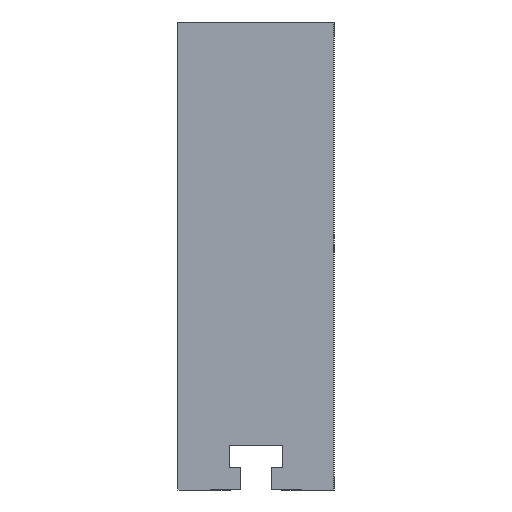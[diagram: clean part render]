
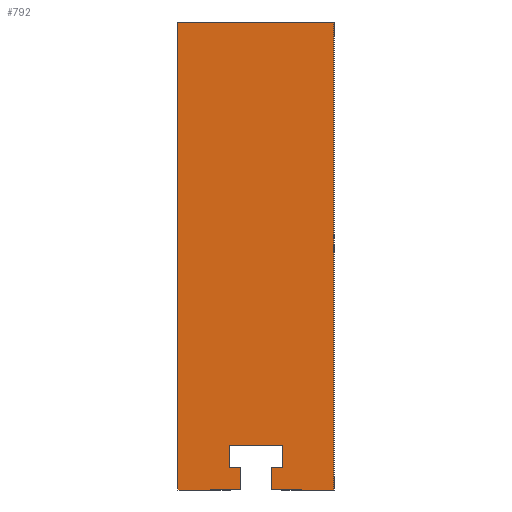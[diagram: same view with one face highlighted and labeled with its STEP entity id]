
A CAD part, left-side view. The second image highlights one B-rep face of the part: STEP entity #792.
In plain terms, the highlighted planar face has unit normal (-1, 0, 0).
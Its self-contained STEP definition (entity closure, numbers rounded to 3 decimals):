
#712=VERTEX_POINT('',#2004);
#792=ADVANCED_FACE('',(#2097),#2098,.T.);
#870=VERTEX_POINT('',#2182);
#954=EDGE_CURVE('',#1528,#1444,#2272,.T.);
#974=VERTEX_POINT('',#2294);
#1006=VERTEX_POINT('',#2330);
#1026=EDGE_CURVE('',#1306,#1532,#2352,.T.);
#1230=VERTEX_POINT('',#2582);
#1288=EDGE_CURVE('',#870,#1760,#2646,.T.);
#1306=VERTEX_POINT('',#2664);
#1346=EDGE_CURVE('',#1230,#1006,#2708,.T.);
#1382=EDGE_CURVE('',#1532,#870,#2746,.T.);
#1444=VERTEX_POINT('',#2812);
#1528=VERTEX_POINT('',#2905);
#1532=VERTEX_POINT('',#2909);
#1630=EDGE_CURVE('',#712,#1664,#3014,.T.);
#1664=VERTEX_POINT('',#3049);
#1748=EDGE_CURVE('',#1664,#1844,#3142,.T.);
#1760=VERTEX_POINT('',#3154);
#1770=EDGE_CURVE('',#1844,#974,#3166,.T.);
#1844=VERTEX_POINT('',#3243);
#1884=EDGE_CURVE('',#1760,#1528,#3283,.T.);
#1904=EDGE_CURVE('',#1006,#712,#3310,.T.);
#1922=EDGE_CURVE('',#974,#1306,#3330,.T.);
#1924=EDGE_CURVE('',#1230,#1444,#3332,.T.);
#2004=CARTESIAN_POINT('',(-20.,35.0,0.));
#2097=FACE_OUTER_BOUND('',#3558,.T.);
#2098=PLANE('',#3559);
#2182=CARTESIAN_POINT('',(-20.,-12.0,10.0));
#2272=LINE('',#3810,#3811);
#2294=CARTESIAN_POINT('',(-20.,12.0,10.0));
#2330=CARTESIAN_POINT('',(-20.,35.0,210.0));
#2352=LINE('',#3920,#3921);
#2582=CARTESIAN_POINT('',(-20.,-35.0,210.0));
#2646=LINE('',#4372,#4373);
#2664=CARTESIAN_POINT('',(-20.,12.0,20.0));
#2708=LINE('',#4530,#4531);
#2746=LINE('',#4608,#4609);
#2812=CARTESIAN_POINT('',(-20.,-35.0,0.));
#2905=CARTESIAN_POINT('',(-20.,-7.,0.0));
#2909=CARTESIAN_POINT('',(-20.,-12.0,20.0));
#3014=LINE('',#5069,#5070);
#3049=CARTESIAN_POINT('',(-20.,7.,0.0));
#3142=LINE('',#5248,#5249);
#3154=CARTESIAN_POINT('',(-20.,-7.,10.0));
#3166=LINE('',#5276,#5277);
#3243=CARTESIAN_POINT('',(-20.,7.,10.0));
#3283=LINE('',#5455,#5456);
#3310=LINE('',#5489,#5490);
#3330=LINE('',#5519,#5520);
#3332=LINE('',#5523,#5524);
#3558=EDGE_LOOP('',(#5720,#5721,#5722,#5723,#5724,#5725,#5726,#5727,#5728,#5729,#5730,#5731));
#3559=AXIS2_PLACEMENT_3D('',#5732,#5733,#5734);
#3810=CARTESIAN_POINT('',(-20.,-35.0,0.));
#3811=VECTOR('',#5895,1.0);
#3920=CARTESIAN_POINT('',(-20.,14.0,20.0));
#3921=VECTOR('',#5976,1.0);
#4372=CARTESIAN_POINT('',(-20.,14.0,10.0));
#4373=VECTOR('',#6310,1.0);
#4530=CARTESIAN_POINT('',(-20.,-35.0,210.0));
#4531=VECTOR('',#6364,1.0);
#4608=CARTESIAN_POINT('',(-20.,-12.0,62.5));
#4609=VECTOR('',#6396,1.0);
#5069=CARTESIAN_POINT('',(-20.,-35.0,0.));
#5070=VECTOR('',#6643,1.0);
#5248=CARTESIAN_POINT('',(-20.,7.,57.5));
#5249=VECTOR('',#6804,1.0);
#5276=CARTESIAN_POINT('',(-20.,23.5,10.0));
#5277=VECTOR('',#6822,1.0);
#5455=CARTESIAN_POINT('',(-20.,-7.,52.5));
#5456=VECTOR('',#6909,1.0);
#5489=CARTESIAN_POINT('',(-20.,35.0,105.0));
#5490=VECTOR('',#6941,1.0);
#5519=CARTESIAN_POINT('',(-20.,12.0,60.0));
#5520=VECTOR('',#6964,1.0);
#5523=CARTESIAN_POINT('',(-20.,-35.0,105.0));
#5524=VECTOR('',#6965,1.0);
#5720=ORIENTED_EDGE('',*,*,#1382,.T.);
#5721=ORIENTED_EDGE('',*,*,#1288,.T.);
#5722=ORIENTED_EDGE('',*,*,#1884,.T.);
#5723=ORIENTED_EDGE('',*,*,#954,.T.);
#5724=ORIENTED_EDGE('',*,*,#1924,.F.);
#5725=ORIENTED_EDGE('',*,*,#1346,.T.);
#5726=ORIENTED_EDGE('',*,*,#1904,.T.);
#5727=ORIENTED_EDGE('',*,*,#1630,.T.);
#5728=ORIENTED_EDGE('',*,*,#1748,.T.);
#5729=ORIENTED_EDGE('',*,*,#1770,.T.);
#5730=ORIENTED_EDGE('',*,*,#1922,.T.);
#5731=ORIENTED_EDGE('',*,*,#1026,.T.);
#5732=CARTESIAN_POINT('',(-20.,35.0,105.0));
#5733=DIRECTION('',(-1.0,0.0,0.0));
#5734=DIRECTION('',(0.0,0.0,-1.0));
#5895=DIRECTION('',(0.0,-1.0,0.0));
#5976=DIRECTION('',(0.0,-1.0,0.0));
#6310=DIRECTION('',(0.0,1.0,0.0));
#6364=DIRECTION('',(0.0,1.0,0.0));
#6396=DIRECTION('',(0.0,0.0,-1.0));
#6643=DIRECTION('',(0.0,-1.0,0.0));
#6804=DIRECTION('',(0.0,0.0,1.0));
#6822=DIRECTION('',(0.0,1.0,0.0));
#6909=DIRECTION('',(0.0,0.0,-1.0));
#6941=DIRECTION('',(0.0,0.0,-1.0));
#6964=DIRECTION('',(0.0,0.0,1.0));
#6965=DIRECTION('',(0.0,0.0,-1.0));
